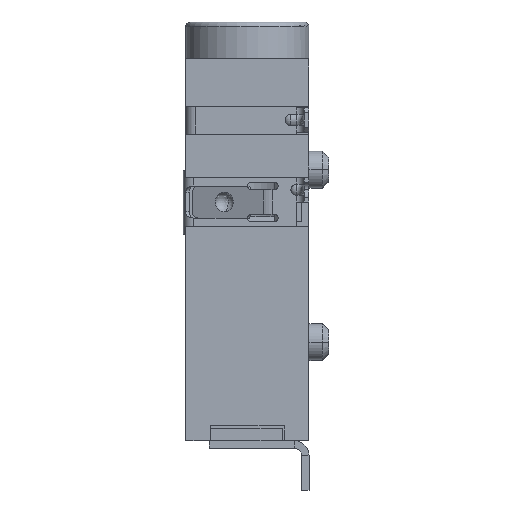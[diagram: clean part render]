
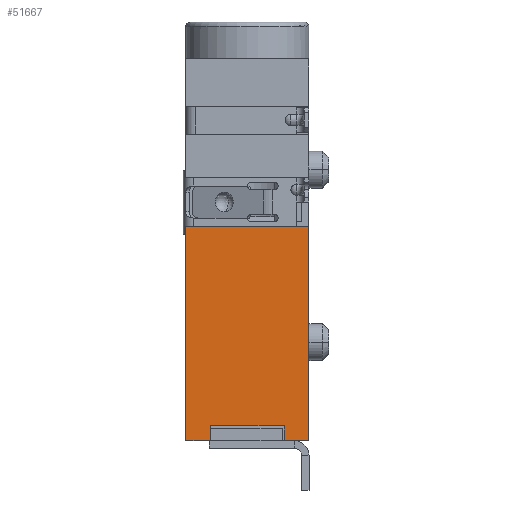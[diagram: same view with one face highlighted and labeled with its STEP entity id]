
A CAD part, left-side view. The second image highlights one B-rep face of the part: STEP entity #51667.
In plain terms, the highlighted planar face has unit normal (-1, 0, 0).
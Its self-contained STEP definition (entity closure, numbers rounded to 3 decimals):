
#21774 = PLANE('',#21775);
#21775 = AXIS2_PLACEMENT_3D('',#21776,#21777,#21778);
#21776 = CARTESIAN_POINT('',(-2.302,2.502,8.707));
#21777 = DIRECTION('',(0.,0.,-1.));
#21778 = DIRECTION('',(-1.,0.,0.));
#34457 = PLANE('',#34458);
#34458 = AXIS2_PLACEMENT_3D('',#34459,#34460,#34461);
#34459 = CARTESIAN_POINT('',(-3.002,-2.502,0.));
#34460 = DIRECTION('',(0.,-1.,0.));
#34461 = DIRECTION('',(0.,0.,-1.));
#42535 = PLANE('',#42536);
#42536 = AXIS2_PLACEMENT_3D('',#42537,#42538,#42539);
#42537 = CARTESIAN_POINT('',(3.002,2.502,0.));
#42538 = DIRECTION('',(0.,1.,0.));
#42539 = DIRECTION('',(0.,0.,1.));
#43250 = VERTEX_POINT('',#43251);
#43251 = CARTESIAN_POINT('',(-3.002,2.502,8.707));
#43272 = EDGE_CURVE('',#43250,#43273,#43275,.T.);
#43273 = VERTEX_POINT('',#43274);
#43274 = CARTESIAN_POINT('',(-3.002,-2.502,8.707));
#43275 = SURFACE_CURVE('',#43276,(#43280,#43287),.PCURVE_S1.);
#43276 = LINE('',#43277,#43278);
#43277 = CARTESIAN_POINT('',(-3.002,2.502,8.707));
#43278 = VECTOR('',#43279,1.);
#43279 = DIRECTION('',(0.,-1.,0.));
#43280 = PCURVE('',#21774,#43281);
#43281 = DEFINITIONAL_REPRESENTATION('',(#43282),#43286);
#43282 = LINE('',#43283,#43284);
#43283 = CARTESIAN_POINT('',(0.701,0.));
#43284 = VECTOR('',#43285,1.);
#43285 = DIRECTION('',(0.,-1.));
#43286 = ( GEOMETRIC_REPRESENTATION_CONTEXT(2) 
PARAMETRIC_REPRESENTATION_CONTEXT() REPRESENTATION_CONTEXT('2D SPACE',''
  ) );
#43287 = PCURVE('',#43288,#43293);
#43288 = PLANE('',#43289);
#43289 = AXIS2_PLACEMENT_3D('',#43290,#43291,#43292);
#43290 = CARTESIAN_POINT('',(-3.002,2.502,0.));
#43291 = DIRECTION('',(-1.,0.,0.));
#43292 = DIRECTION('',(0.,0.,-1.));
#43293 = DEFINITIONAL_REPRESENTATION('',(#43294),#43298);
#43294 = LINE('',#43295,#43296);
#43295 = CARTESIAN_POINT('',(-8.707,-0.));
#43296 = VECTOR('',#43297,1.);
#43297 = DIRECTION('',(0.,1.));
#43298 = ( GEOMETRIC_REPRESENTATION_CONTEXT(2) 
PARAMETRIC_REPRESENTATION_CONTEXT() REPRESENTATION_CONTEXT('2D SPACE',''
  ) );
#44339 = PLANE('',#44340);
#44340 = AXIS2_PLACEMENT_3D('',#44341,#44342,#44343);
#44341 = CARTESIAN_POINT('',(0.,0.,0.));
#44342 = DIRECTION('',(0.,0.,1.));
#44343 = DIRECTION('',(1.,0.,0.));
#44890 = VERTEX_POINT('',#44891);
#44891 = CARTESIAN_POINT('',(-3.002,1.501,0.));
#44905 = PLANE('',#44906);
#44906 = AXIS2_PLACEMENT_3D('',#44907,#44908,#44909);
#44907 = CARTESIAN_POINT('',(-3.487,1.501,0.));
#44908 = DIRECTION('',(0.,1.,0.));
#44909 = DIRECTION('',(0.,0.,1.));
#44917 = EDGE_CURVE('',#44918,#44890,#44920,.T.);
#44918 = VERTEX_POINT('',#44919);
#44919 = CARTESIAN_POINT('',(-3.002,2.502,0.));
#44920 = SURFACE_CURVE('',#44921,(#44925,#44932),.PCURVE_S1.);
#44921 = LINE('',#44922,#44923);
#44922 = CARTESIAN_POINT('',(-3.002,2.502,0.));
#44923 = VECTOR('',#44924,1.);
#44924 = DIRECTION('',(0.,-1.,0.));
#44925 = PCURVE('',#44339,#44926);
#44926 = DEFINITIONAL_REPRESENTATION('',(#44927),#44931);
#44927 = LINE('',#44928,#44929);
#44928 = CARTESIAN_POINT('',(-3.002,2.502));
#44929 = VECTOR('',#44930,1.);
#44930 = DIRECTION('',(0.,-1.));
#44931 = ( GEOMETRIC_REPRESENTATION_CONTEXT(2) 
PARAMETRIC_REPRESENTATION_CONTEXT() REPRESENTATION_CONTEXT('2D SPACE',''
  ) );
#44932 = PCURVE('',#43288,#44933);
#44933 = DEFINITIONAL_REPRESENTATION('',(#44934),#44938);
#44934 = LINE('',#44935,#44936);
#44935 = CARTESIAN_POINT('',(0.,-0.));
#44936 = VECTOR('',#44937,1.);
#44937 = DIRECTION('',(0.,1.));
#44938 = ( GEOMETRIC_REPRESENTATION_CONTEXT(2) 
PARAMETRIC_REPRESENTATION_CONTEXT() REPRESENTATION_CONTEXT('2D SPACE',''
  ) );
#45039 = VERTEX_POINT('',#45040);
#45040 = CARTESIAN_POINT('',(-3.002,-2.502,0.));
#45049 = PLANE('',#45050);
#45050 = AXIS2_PLACEMENT_3D('',#45051,#45052,#45053);
#45051 = CARTESIAN_POINT('',(0.,0.,0.));
#45052 = DIRECTION('',(0.,0.,1.));
#45053 = DIRECTION('',(1.,0.,0.));
#45068 = EDGE_CURVE('',#45069,#45039,#45071,.T.);
#45069 = VERTEX_POINT('',#45070);
#45070 = CARTESIAN_POINT('',(-3.002,-1.501,0.));
#45071 = SURFACE_CURVE('',#45072,(#45076,#45083),.PCURVE_S1.);
#45072 = LINE('',#45073,#45074);
#45073 = CARTESIAN_POINT('',(-3.002,-1.501,0.));
#45074 = VECTOR('',#45075,1.);
#45075 = DIRECTION('',(0.,-1.,0.));
#45076 = PCURVE('',#45049,#45077);
#45077 = DEFINITIONAL_REPRESENTATION('',(#45078),#45082);
#45078 = LINE('',#45079,#45080);
#45079 = CARTESIAN_POINT('',(-3.002,-1.501));
#45080 = VECTOR('',#45081,1.);
#45081 = DIRECTION('',(0.,-1.));
#45082 = ( GEOMETRIC_REPRESENTATION_CONTEXT(2) 
PARAMETRIC_REPRESENTATION_CONTEXT() REPRESENTATION_CONTEXT('2D SPACE',''
  ) );
#45083 = PCURVE('',#43288,#45084);
#45084 = DEFINITIONAL_REPRESENTATION('',(#45085),#45089);
#45085 = LINE('',#45086,#45087);
#45086 = CARTESIAN_POINT('',(0.,4.003));
#45087 = VECTOR('',#45088,1.);
#45088 = DIRECTION('',(0.,1.));
#45089 = ( GEOMETRIC_REPRESENTATION_CONTEXT(2) 
PARAMETRIC_REPRESENTATION_CONTEXT() REPRESENTATION_CONTEXT('2D SPACE',''
  ) );
#45107 = PLANE('',#45108);
#45108 = AXIS2_PLACEMENT_3D('',#45109,#45110,#45111);
#45109 = CARTESIAN_POINT('',(3.842,-1.501,0.));
#45110 = DIRECTION('',(0.,-1.,0.));
#45111 = DIRECTION('',(0.,0.,-1.));
#49087 = EDGE_CURVE('',#44918,#43250,#49088,.T.);
#49088 = SURFACE_CURVE('',#49089,(#49093,#49100),.PCURVE_S1.);
#49089 = LINE('',#49090,#49091);
#49090 = CARTESIAN_POINT('',(-3.002,2.502,0.));
#49091 = VECTOR('',#49092,1.);
#49092 = DIRECTION('',(0.,0.,1.));
#49093 = PCURVE('',#42535,#49094);
#49094 = DEFINITIONAL_REPRESENTATION('',(#49095),#49099);
#49095 = LINE('',#49096,#49097);
#49096 = CARTESIAN_POINT('',(0.,-6.005));
#49097 = VECTOR('',#49098,1.);
#49098 = DIRECTION('',(1.,0.));
#49099 = ( GEOMETRIC_REPRESENTATION_CONTEXT(2) 
PARAMETRIC_REPRESENTATION_CONTEXT() REPRESENTATION_CONTEXT('2D SPACE',''
  ) );
#49100 = PCURVE('',#43288,#49101);
#49101 = DEFINITIONAL_REPRESENTATION('',(#49102),#49106);
#49102 = LINE('',#49103,#49104);
#49103 = CARTESIAN_POINT('',(0.,-0.));
#49104 = VECTOR('',#49105,1.);
#49105 = DIRECTION('',(-1.,-0.));
#49106 = ( GEOMETRIC_REPRESENTATION_CONTEXT(2) 
PARAMETRIC_REPRESENTATION_CONTEXT() REPRESENTATION_CONTEXT('2D SPACE',''
  ) );
#51344 = PLANE('',#51345);
#51345 = AXIS2_PLACEMENT_3D('',#51346,#51347,#51348);
#51346 = CARTESIAN_POINT('',(3.002,2.502,0.6));
#51347 = DIRECTION('',(0.,0.,-1.));
#51348 = DIRECTION('',(-1.,0.,0.));
#51415 = VERTEX_POINT('',#51416);
#51416 = CARTESIAN_POINT('',(-3.002,1.501,0.6));
#51437 = EDGE_CURVE('',#44890,#51415,#51438,.T.);
#51438 = SURFACE_CURVE('',#51439,(#51443,#51450),.PCURVE_S1.);
#51439 = LINE('',#51440,#51441);
#51440 = CARTESIAN_POINT('',(-3.002,1.501,0.));
#51441 = VECTOR('',#51442,1.);
#51442 = DIRECTION('',(0.,0.,1.));
#51443 = PCURVE('',#44905,#51444);
#51444 = DEFINITIONAL_REPRESENTATION('',(#51445),#51449);
#51445 = LINE('',#51446,#51447);
#51446 = CARTESIAN_POINT('',(0.,0.484));
#51447 = VECTOR('',#51448,1.);
#51448 = DIRECTION('',(1.,0.));
#51449 = ( GEOMETRIC_REPRESENTATION_CONTEXT(2) 
PARAMETRIC_REPRESENTATION_CONTEXT() REPRESENTATION_CONTEXT('2D SPACE',''
  ) );
#51450 = PCURVE('',#43288,#51451);
#51451 = DEFINITIONAL_REPRESENTATION('',(#51452),#51456);
#51452 = LINE('',#51453,#51454);
#51453 = CARTESIAN_POINT('',(0.,1.001));
#51454 = VECTOR('',#51455,1.);
#51455 = DIRECTION('',(-1.,-0.));
#51456 = ( GEOMETRIC_REPRESENTATION_CONTEXT(2) 
PARAMETRIC_REPRESENTATION_CONTEXT() REPRESENTATION_CONTEXT('2D SPACE',''
  ) );
#51491 = VERTEX_POINT('',#51492);
#51492 = CARTESIAN_POINT('',(-3.002,-1.501,0.6));
#51513 = EDGE_CURVE('',#51491,#51415,#51514,.T.);
#51514 = SURFACE_CURVE('',#51515,(#51519,#51526),.PCURVE_S1.);
#51515 = LINE('',#51516,#51517);
#51516 = CARTESIAN_POINT('',(-3.002,-1.501,0.6));
#51517 = VECTOR('',#51518,1.);
#51518 = DIRECTION('',(0.,1.,0.));
#51519 = PCURVE('',#51344,#51520);
#51520 = DEFINITIONAL_REPRESENTATION('',(#51521),#51525);
#51521 = LINE('',#51522,#51523);
#51522 = CARTESIAN_POINT('',(6.005,-4.003));
#51523 = VECTOR('',#51524,1.);
#51524 = DIRECTION('',(0.,1.));
#51525 = ( GEOMETRIC_REPRESENTATION_CONTEXT(2) 
PARAMETRIC_REPRESENTATION_CONTEXT() REPRESENTATION_CONTEXT('2D SPACE',''
  ) );
#51526 = PCURVE('',#43288,#51527);
#51527 = DEFINITIONAL_REPRESENTATION('',(#51528),#51532);
#51528 = LINE('',#51529,#51530);
#51529 = CARTESIAN_POINT('',(-0.6,4.003));
#51530 = VECTOR('',#51531,1.);
#51531 = DIRECTION('',(0.,-1.));
#51532 = ( GEOMETRIC_REPRESENTATION_CONTEXT(2) 
PARAMETRIC_REPRESENTATION_CONTEXT() REPRESENTATION_CONTEXT('2D SPACE',''
  ) );
#51547 = EDGE_CURVE('',#45069,#51491,#51548,.T.);
#51548 = SURFACE_CURVE('',#51549,(#51553,#51560),.PCURVE_S1.);
#51549 = LINE('',#51550,#51551);
#51550 = CARTESIAN_POINT('',(-3.002,-1.501,0.));
#51551 = VECTOR('',#51552,1.);
#51552 = DIRECTION('',(0.,0.,1.));
#51553 = PCURVE('',#45107,#51554);
#51554 = DEFINITIONAL_REPRESENTATION('',(#51555),#51559);
#51555 = LINE('',#51556,#51557);
#51556 = CARTESIAN_POINT('',(0.,-6.844));
#51557 = VECTOR('',#51558,1.);
#51558 = DIRECTION('',(-1.,0.));
#51559 = ( GEOMETRIC_REPRESENTATION_CONTEXT(2) 
PARAMETRIC_REPRESENTATION_CONTEXT() REPRESENTATION_CONTEXT('2D SPACE',''
  ) );
#51560 = PCURVE('',#43288,#51561);
#51561 = DEFINITIONAL_REPRESENTATION('',(#51562),#51566);
#51562 = LINE('',#51563,#51564);
#51563 = CARTESIAN_POINT('',(0.,4.003));
#51564 = VECTOR('',#51565,1.);
#51565 = DIRECTION('',(-1.,-0.));
#51566 = ( GEOMETRIC_REPRESENTATION_CONTEXT(2) 
PARAMETRIC_REPRESENTATION_CONTEXT() REPRESENTATION_CONTEXT('2D SPACE',''
  ) );
#51667 = ADVANCED_FACE('',(#51668),#43288,.T.);
#51668 = FACE_BOUND('',#51669,.T.);
#51669 = EDGE_LOOP('',(#51670,#51671,#51672,#51673,#51674,#51675,#51676,
    #51697));
#51670 = ORIENTED_EDGE('',*,*,#49087,.F.);
#51671 = ORIENTED_EDGE('',*,*,#44917,.T.);
#51672 = ORIENTED_EDGE('',*,*,#51437,.T.);
#51673 = ORIENTED_EDGE('',*,*,#51513,.F.);
#51674 = ORIENTED_EDGE('',*,*,#51547,.F.);
#51675 = ORIENTED_EDGE('',*,*,#45068,.T.);
#51676 = ORIENTED_EDGE('',*,*,#51677,.T.);
#51677 = EDGE_CURVE('',#45039,#43273,#51678,.T.);
#51678 = SURFACE_CURVE('',#51679,(#51683,#51690),.PCURVE_S1.);
#51679 = LINE('',#51680,#51681);
#51680 = CARTESIAN_POINT('',(-3.002,-2.502,0.));
#51681 = VECTOR('',#51682,1.);
#51682 = DIRECTION('',(0.,0.,1.));
#51683 = PCURVE('',#43288,#51684);
#51684 = DEFINITIONAL_REPRESENTATION('',(#51685),#51689);
#51685 = LINE('',#51686,#51687);
#51686 = CARTESIAN_POINT('',(0.,5.004));
#51687 = VECTOR('',#51688,1.);
#51688 = DIRECTION('',(-1.,-0.));
#51689 = ( GEOMETRIC_REPRESENTATION_CONTEXT(2) 
PARAMETRIC_REPRESENTATION_CONTEXT() REPRESENTATION_CONTEXT('2D SPACE',''
  ) );
#51690 = PCURVE('',#34457,#51691);
#51691 = DEFINITIONAL_REPRESENTATION('',(#51692),#51696);
#51692 = LINE('',#51693,#51694);
#51693 = CARTESIAN_POINT('',(0.,0.));
#51694 = VECTOR('',#51695,1.);
#51695 = DIRECTION('',(-1.,0.));
#51696 = ( GEOMETRIC_REPRESENTATION_CONTEXT(2) 
PARAMETRIC_REPRESENTATION_CONTEXT() REPRESENTATION_CONTEXT('2D SPACE',''
  ) );
#51697 = ORIENTED_EDGE('',*,*,#43272,.F.);
